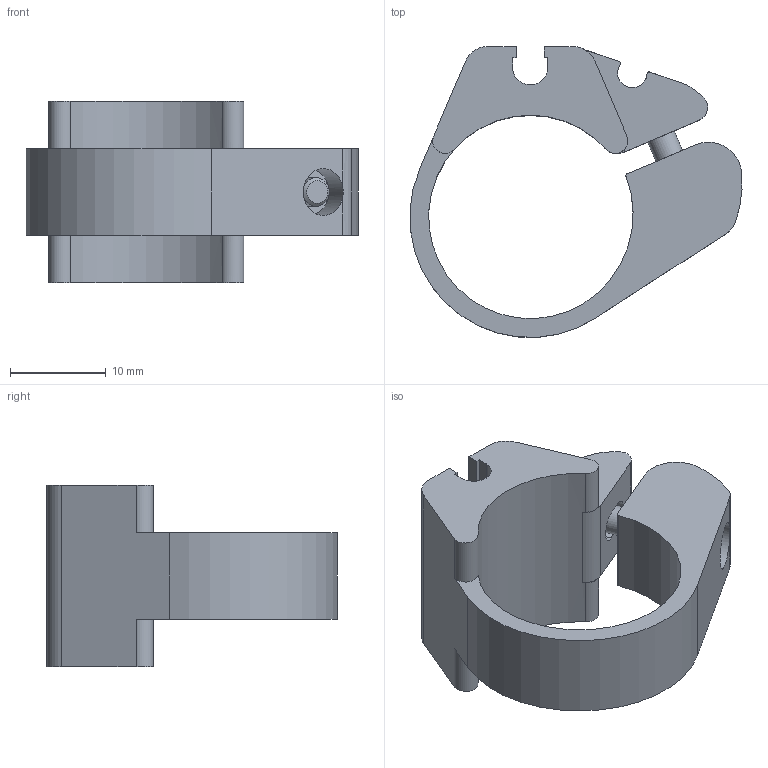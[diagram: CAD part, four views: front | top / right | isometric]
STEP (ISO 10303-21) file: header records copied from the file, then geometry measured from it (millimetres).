
FILE_DESCRIPTION(/* description */ (''),/* implementation_level */ '2;1');
FILE_NAME(/* name */ 'AM000097.stp',/* time_stamp */ '2016-09-28T09:51:55+02:00',/* author */ ('mitarbeiter'),/* organization */ (''),/* preprocessor_version */ 'ST-DEVELOPER v15.2',/* originating_system */ 'Autodesk Inventor 2014',/* authorisation */ '');
FILE_SCHEMA (('AUTOMOTIVE_DESIGN { 1 0 10303 214 3 1 1 }'));
Length unit declared in the file: millimetre
Products named in the file (1): AM000097
Bounding box: 34.71 x 30.37 x 19 mm (x, y, z)
Volume: 4586.4 mm3; surface area: 3532.2 mm2
Topology: 1 solids, 1 shells, 75 faces, 206 edges, 137 vertices
Faces by surface type: plane 41, cylinder 31, cone 3
Full cylindrical faces by diameter (mm): 3 x2, 3.1 x1, 4.9 x1
Entity records: 2424 total; most frequent: CARTESIAN_POINT 478, DIRECTION 418, ORIENTED_EDGE 388, EDGE_CURVE 194, AXIS2_PLACEMENT_3D 156, VERTEX_POINT 132, LINE 106, VECTOR 106
